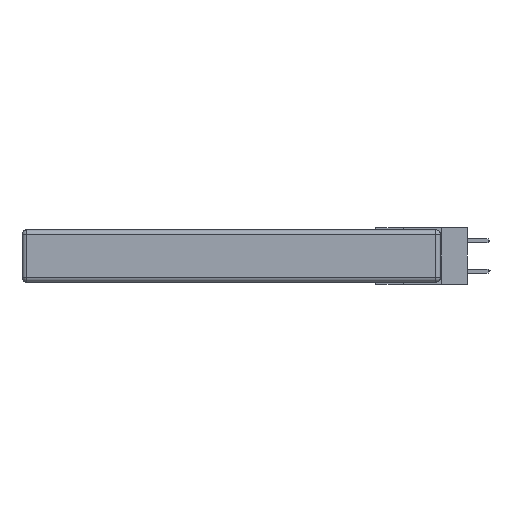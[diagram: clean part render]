
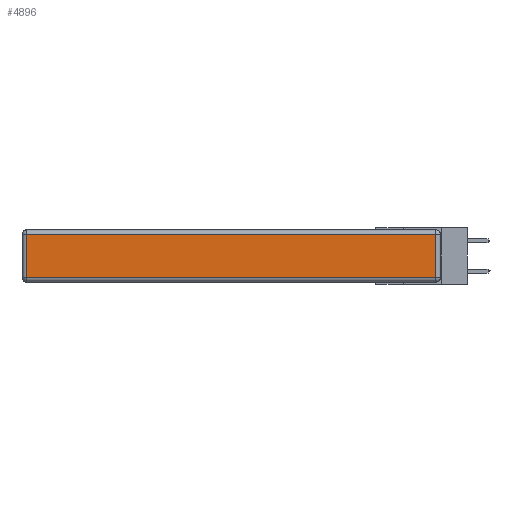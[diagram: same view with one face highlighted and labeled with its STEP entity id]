
A CAD part, left-side view. The second image highlights one B-rep face of the part: STEP entity #4896.
In plain terms, the highlighted planar face has unit normal (-1, 0, 0).
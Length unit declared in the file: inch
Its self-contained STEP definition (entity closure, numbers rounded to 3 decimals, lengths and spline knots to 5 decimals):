
#352 = CARTESIAN_POINT ( 'NONE',  ( 0., 0.03, -0.03 ) ) ;
#751 = VERTEX_POINT ( 'NONE', #3006 ) ;
#1217 = VECTOR ( 'NONE', #6352, 39.37008 ) ;
#1862 = CARTESIAN_POINT ( 'NONE',  ( 0., 2.75, -0.03 ) ) ;
#3006 = CARTESIAN_POINT ( 'NONE',  ( 0., 2.72, -0.313 ) ) ;
#3401 = VECTOR ( 'NONE', #15668, 39.37008 ) ;
#3696 = CARTESIAN_POINT ( 'NONE',  ( 0., 2.72, -0.03 ) ) ;
#3766 = CARTESIAN_POINT ( 'NONE',  ( 0., 0.03, -0.313 ) ) ;
#3929 = VERTEX_POINT ( 'NONE', #352 ) ;
#4165 = EDGE_CURVE ( 'NONE', #4182, #751, #11459, .T. ) ;
#4182 = VERTEX_POINT ( 'NONE', #3696 ) ;
#4896 = ADVANCED_FACE ( 'NONE', ( #5309 ), #21146, .T. ) ;
#5309 = FACE_OUTER_BOUND ( 'NONE', #18413, .T. ) ;
#5511 = ORIENTED_EDGE ( 'NONE', *, *, #7436, .T. ) ;
#5746 = CARTESIAN_POINT ( 'NONE',  ( 0., 0.03, -0.343 ) ) ;
#5931 = CARTESIAN_POINT ( 'NONE',  ( 0., 0., -0.343 ) ) ;
#6352 = DIRECTION ( 'NONE',  ( 0., -1., 0. ) ) ;
#7436 = EDGE_CURVE ( 'NONE', #751, #10451, #14684, .T. ) ;
#7974 = EDGE_CURVE ( 'NONE', #3929, #4182, #14924, .T. ) ;
#8506 = ORIENTED_EDGE ( 'NONE', *, *, #4165, .T. ) ;
#8580 = DIRECTION ( 'NONE',  ( 0., 1., 0. ) ) ;
#10451 = VERTEX_POINT ( 'NONE', #3766 ) ;
#11139 = EDGE_CURVE ( 'NONE', #10451, #3929, #20294, .T. ) ;
#11459 = LINE ( 'NONE', #18876, #18857 ) ;
#11683 = AXIS2_PLACEMENT_3D ( 'NONE', #5931, #15987, #15846 ) ;
#14684 = LINE ( 'NONE', #19910, #1217 ) ;
#14924 = LINE ( 'NONE', #1862, #20771 ) ;
#15266 = ORIENTED_EDGE ( 'NONE', *, *, #7974, .T. ) ;
#15668 = DIRECTION ( 'NONE',  ( 0., 0., 1. ) ) ;
#15846 = DIRECTION ( 'NONE',  ( 0., 0., 1. ) ) ;
#15987 = DIRECTION ( 'NONE',  ( -1., 0., 0. ) ) ;
#16283 = ORIENTED_EDGE ( 'NONE', *, *, #11139, .T. ) ;
#17291 = DIRECTION ( 'NONE',  ( 0., 0., -1. ) ) ;
#18413 = EDGE_LOOP ( 'NONE', ( #5511, #16283, #15266, #8506 ) ) ;
#18857 = VECTOR ( 'NONE', #17291, 39.37008 ) ;
#18876 = CARTESIAN_POINT ( 'NONE',  ( 0., 2.72, -0.343 ) ) ;
#19910 = CARTESIAN_POINT ( 'NONE',  ( 0., 0., -0.313 ) ) ;
#20294 = LINE ( 'NONE', #5746, #3401 ) ;
#20771 = VECTOR ( 'NONE', #8580, 39.37008 ) ;
#21146 = PLANE ( 'NONE',  #11683 ) ;
